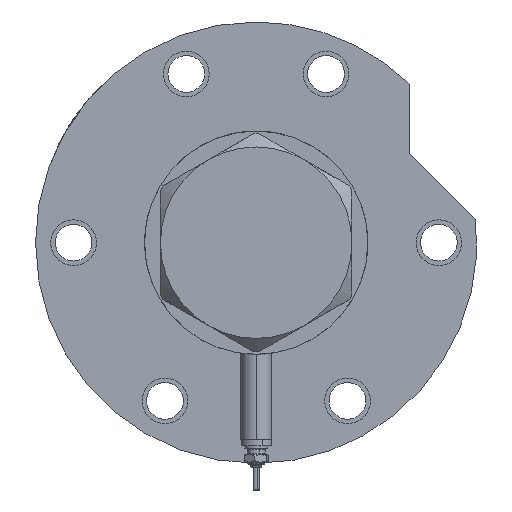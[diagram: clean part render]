
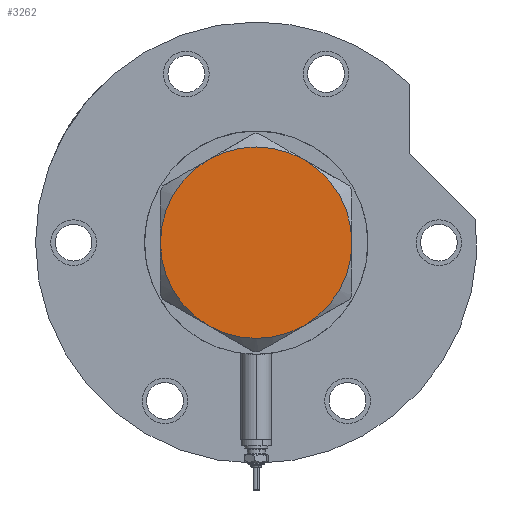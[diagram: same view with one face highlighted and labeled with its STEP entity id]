
A CAD part, left-side view. The second image highlights one B-rep face of the part: STEP entity #3262.
In plain terms, the highlighted face is planar.
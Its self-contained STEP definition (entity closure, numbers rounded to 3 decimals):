
#9 = PLANE ( 'NONE',  #5249 ) ;
#70 = CARTESIAN_POINT ( 'NONE',  ( -18.875, 32.692, 13. ) ) ;
#264 = VERTEX_POINT ( 'NONE', #3254 ) ;
#287 = DIRECTION ( 'NONE',  ( 1., 0., 0. ) ) ;
#348 = VERTEX_POINT ( 'NONE', #70 ) ;
#349 = CARTESIAN_POINT ( 'NONE',  ( 37.75, 0., 13. ) ) ;
#382 = CARTESIAN_POINT ( 'NONE',  ( -18.875, -32.692, 13. ) ) ;
#507 = VERTEX_POINT ( 'NONE', #1305 ) ;
#567 = DIRECTION ( 'NONE',  ( 0., 0., 1. ) ) ;
#641 = CARTESIAN_POINT ( 'NONE',  ( 0., 0., 13. ) ) ;
#881 = VERTEX_POINT ( 'NONE', #349 ) ;
#1127 = CIRCLE ( 'NONE', #1803, 37.75 ) ;
#1305 = CARTESIAN_POINT ( 'NONE',  ( 18.875, -32.692, 13. ) ) ;
#1310 = CARTESIAN_POINT ( 'NONE',  ( 0., 0., 13. ) ) ;
#1373 = DIRECTION ( 'NONE',  ( 0., 0., 1. ) ) ;
#1379 = AXIS2_PLACEMENT_3D ( 'NONE', #7748, #1373, #7245 ) ;
#1602 = ORIENTED_EDGE ( 'NONE', *, *, #5152, .T. ) ;
#1757 = ORIENTED_EDGE ( 'NONE', *, *, #3166, .T. ) ;
#1803 = AXIS2_PLACEMENT_3D ( 'NONE', #1310, #567, #7651 ) ;
#1817 = DIRECTION ( 'NONE',  ( 1., 0., 0. ) ) ;
#2115 = CARTESIAN_POINT ( 'NONE',  ( 0., 0., 13. ) ) ;
#2429 = CIRCLE ( 'NONE', #3505, 37.75 ) ;
#2667 = ORIENTED_EDGE ( 'NONE', *, *, #8030, .T. ) ;
#2744 = DIRECTION ( 'NONE',  ( 0., 0., 1. ) ) ;
#2844 = CIRCLE ( 'NONE', #3908, 37.75 ) ;
#3166 = EDGE_CURVE ( 'NONE', #507, #881, #4714, .T. ) ;
#3231 = CARTESIAN_POINT ( 'NONE',  ( 0., 0., 13. ) ) ;
#3254 = CARTESIAN_POINT ( 'NONE',  ( 18.875, 32.692, 13. ) ) ;
#3262 = ADVANCED_FACE ( 'NONE', ( #3732 ), #9, .T. ) ;
#3266 = ORIENTED_EDGE ( 'NONE', *, *, #3664, .T. ) ;
#3505 = AXIS2_PLACEMENT_3D ( 'NONE', #8095, #4229, #4896 ) ;
#3664 = EDGE_CURVE ( 'NONE', #4763, #507, #5396, .T. ) ;
#3732 = FACE_OUTER_BOUND ( 'NONE', #4860, .T. ) ;
#3908 = AXIS2_PLACEMENT_3D ( 'NONE', #7119, #2744, #287 ) ;
#4116 = ORIENTED_EDGE ( 'NONE', *, *, #4743, .T. ) ;
#4229 = DIRECTION ( 'NONE',  ( 0., 0., 1. ) ) ;
#4714 = CIRCLE ( 'NONE', #7673, 37.75 ) ;
#4743 = EDGE_CURVE ( 'NONE', #5140, #4763, #2429, .T. ) ;
#4763 = VERTEX_POINT ( 'NONE', #382 ) ;
#4783 = CIRCLE ( 'NONE', #5858, 37.75 ) ;
#4860 = EDGE_LOOP ( 'NONE', ( #1757, #1602, #6112, #2667, #4116, #3266 ) ) ;
#4896 = DIRECTION ( 'NONE',  ( 1., 0., 0. ) ) ;
#5113 = DIRECTION ( 'NONE',  ( 0., 0., 1. ) ) ;
#5140 = VERTEX_POINT ( 'NONE', #7840 ) ;
#5150 = DIRECTION ( 'NONE',  ( 1., 0., 0. ) ) ;
#5152 = EDGE_CURVE ( 'NONE', #881, #264, #2844, .T. ) ;
#5249 = AXIS2_PLACEMENT_3D ( 'NONE', #3231, #5669, #1817 ) ;
#5396 = CIRCLE ( 'NONE', #1379, 37.75 ) ;
#5669 = DIRECTION ( 'NONE',  ( 0., 0., 1. ) ) ;
#5858 = AXIS2_PLACEMENT_3D ( 'NONE', #2115, #7825, #7193 ) ;
#6112 = ORIENTED_EDGE ( 'NONE', *, *, #6614, .T. ) ;
#6614 = EDGE_CURVE ( 'NONE', #264, #348, #1127, .T. ) ;
#7119 = CARTESIAN_POINT ( 'NONE',  ( 0., 0., 13. ) ) ;
#7193 = DIRECTION ( 'NONE',  ( 1., 0., 0. ) ) ;
#7245 = DIRECTION ( 'NONE',  ( 1., 0., 0. ) ) ;
#7651 = DIRECTION ( 'NONE',  ( 1., 0., 0. ) ) ;
#7673 = AXIS2_PLACEMENT_3D ( 'NONE', #641, #5113, #5150 ) ;
#7748 = CARTESIAN_POINT ( 'NONE',  ( 0., 0., 13. ) ) ;
#7825 = DIRECTION ( 'NONE',  ( 0., 0., 1. ) ) ;
#7840 = CARTESIAN_POINT ( 'NONE',  ( -37.75, 0., 13. ) ) ;
#8030 = EDGE_CURVE ( 'NONE', #348, #5140, #4783, .T. ) ;
#8095 = CARTESIAN_POINT ( 'NONE',  ( 0., 0., 13. ) ) ;
